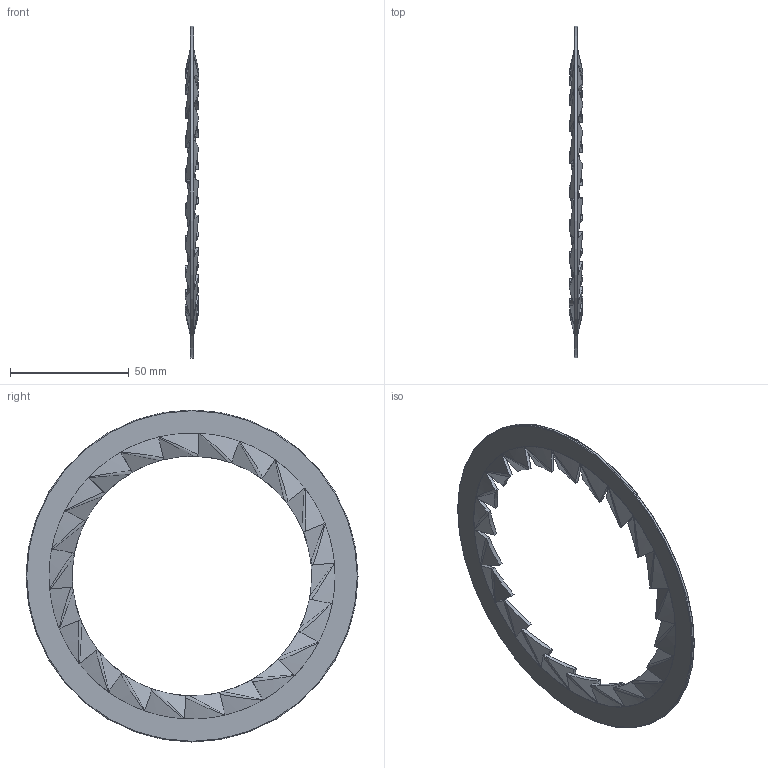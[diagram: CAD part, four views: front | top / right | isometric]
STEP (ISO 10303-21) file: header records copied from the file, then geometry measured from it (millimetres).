
FILE_DESCRIPTION(/* description */ ('Vibrationsdruckring M100'),/* implementation_level */ '2;1');
FILE_NAME(/* name */ '01280109-RST.stp',/* time_stamp */ '2020-10-08T13:02:02+02:00',/* author */ ('sl'),/* organization */ (''),/* preprocessor_version */ 'ST-DEVELOPER v16.5',/* originating_system */ 'Autodesk Inventor 2017',/* authorisation */ '');
FILE_SCHEMA (('AUTOMOTIVE_DESIGN { 1 0 10303 214 3 1 1 }'));
Length unit declared in the file: millimetre
Products named in the file (3): 01280109; 01280109_1; 01280109_2
Assembly tree (23 placements, depth 2):
  01280109
    01280109_1
    01280109_2  x22
Bounding box: 5.77 x 140 x 140 mm (x, y, z)
Volume: 14098.6 mm3; surface area: 17951 mm2
Topology: 23 solids, 23 shells, 226 faces, 538 edges, 358 vertices
Faces by surface type: plane 90, cylinder 46, bspline 44, cone 44, torus 2
Full cylindrical faces by diameter (mm): 120.5 x1, 140 x1
Entity records: 735 total; most frequent: CARTESIAN_POINT 174, DIRECTION 120, ORIENTED_EDGE 60, AXIS2_PLACEMENT_3D 56, EDGE_CURVE 30, PRODUCT_DEFINITION_SHAPE 26, ITEM_DEFINED_TRANSFORMATION 23, CONTEXT_DEPENDENT_SHAPE_REPRESENTATION 23
